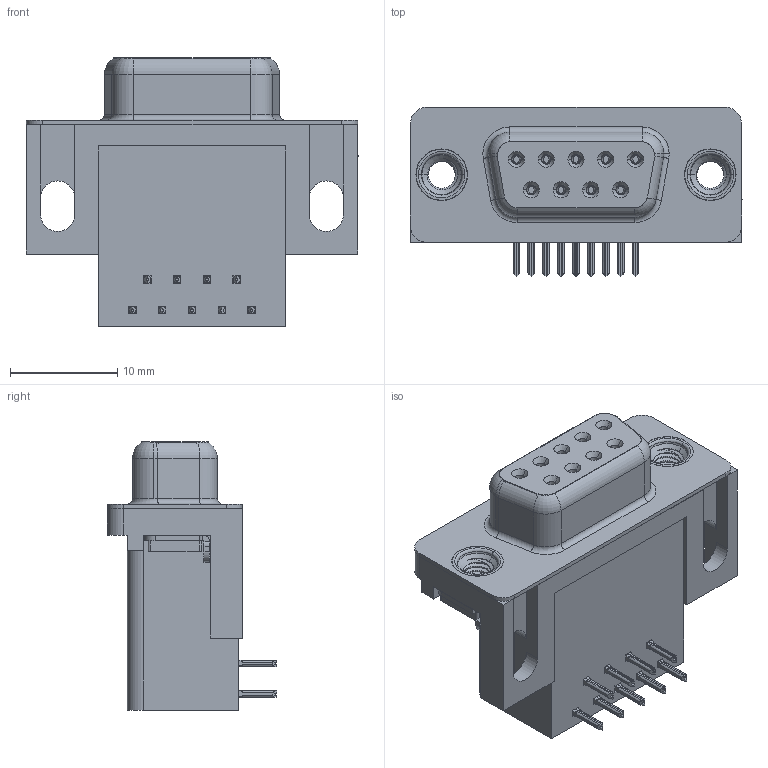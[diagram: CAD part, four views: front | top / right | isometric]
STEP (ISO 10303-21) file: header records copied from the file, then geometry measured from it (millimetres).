
FILE_DESCRIPTION (( 'STEP AP203' ), '1' );
FILE_NAME ('626-009-262-005.STEP', '2018-11-06T21:57:10', ( '' ), ( '' ), 'SwSTEP 2.0', 'SolidWorks 2016', '' );
FILE_SCHEMA (( 'CONFIG_CONTROL_DESIGN' ));
Length unit declared in the file: millimetre
Products named in the file (7): 626 Non Board Mount; 626 M3 Threaded Rivet; 626-009-262-005; 626 Housing_9 Socket; 626 Shell_9 Socket; 626 Contact Bottom; 626 Contact Top
Assembly tree (15 placements, depth 2):
  626-009-262-005
    626 Housing_9 Socket
    626 Shell_9 Socket
    626 Contact Bottom  x4
    626 Contact Top  x5
    626 Non Board Mount  x2
    626 M3 Threaded Rivet  x2
Bounding box: 30.89 x 15.73 x 24.96 mm (x, y, z)
Volume: 4935.6 mm3; surface area: 5660.2 mm2
Topology: 15 solids, 15 shells, 1570 faces, 4120 edges, 2592 vertices
Faces by surface type: plane 686, cylinder 416, bspline 314, cone 116, torus 38
Entity records: 23469 total; most frequent: CARTESIAN_POINT 8238, ORIENTED_EDGE 3128, DIRECTION 2718, EDGE_CURVE 1564, VERTEX_POINT 993, VECTOR 920, LINE 920, AXIS2_PLACEMENT_3D 899
